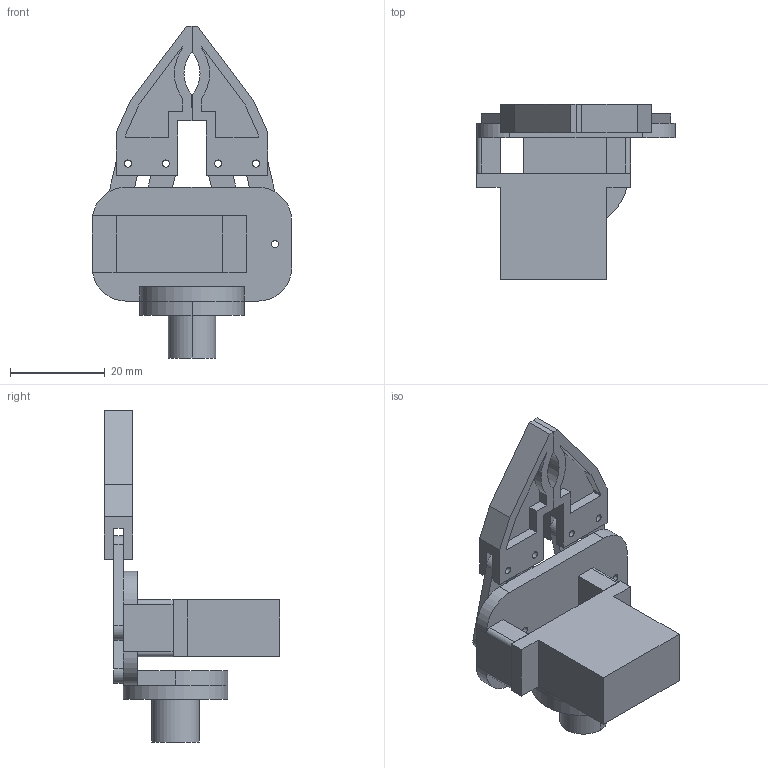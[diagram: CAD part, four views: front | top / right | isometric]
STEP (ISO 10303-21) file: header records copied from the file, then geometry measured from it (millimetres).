
FILE_DESCRIPTION(('CATIA V5 STEP Exchange'),'2;1');
FILE_NAME('Gripper.stp','2020-05-08T13:59:13+00:00',('none'),('none'),'CATIA Version 5-6 Release 2017 SP2 HF65','CATIA V5 STEP AP203 v0','none');
FILE_SCHEMA(('CONFIG_CONTROL_DESIGN'));
Length unit declared in the file: millimetre
Products named in the file (1): Gripper
Bounding box: 42 x 37 x 70 mm (x, y, z)
Volume: 16980 mm3; surface area: 12432 mm2
Topology: 9 solids, 9 shells, 186 faces, 478 edges, 318 vertices
Faces by surface type: plane 115, cylinder 71
Entity records: 5325 total; most frequent: ORIENTED_EDGE 956, CARTESIAN_POINT 930, DIRECTION 726, EDGE_CURVE 478, VECTOR 330, LINE 330, VERTEX_POINT 318, AXIS2_PLACEMENT_3D 270
